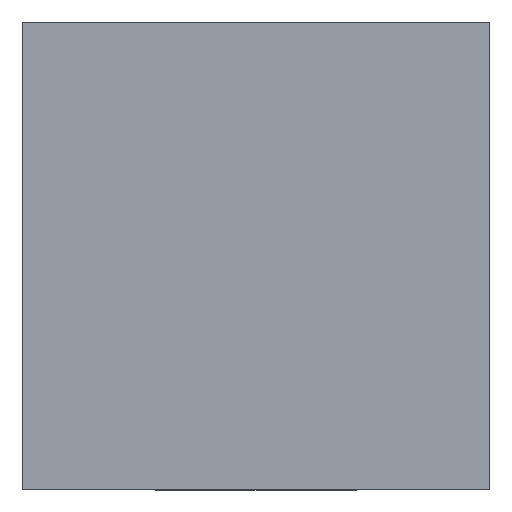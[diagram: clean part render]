
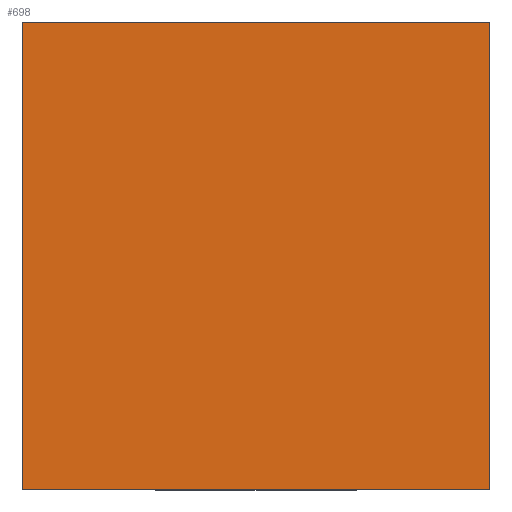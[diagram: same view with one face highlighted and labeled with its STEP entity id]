
A CAD part, top view. The second image highlights one B-rep face of the part: STEP entity #698.
In plain terms, the highlighted planar face has unit normal (0, 0, 1).
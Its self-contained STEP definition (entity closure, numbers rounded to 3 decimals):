
#250 = PLANE('',#251);
#251 = AXIS2_PLACEMENT_3D('',#252,#253,#254);
#252 = CARTESIAN_POINT('',(-2.45,2.45,1.36));
#253 = DIRECTION('',(0.,1.,0.));
#254 = DIRECTION('',(0.,0.,1.));
#356 = PLANE('',#357);
#357 = AXIS2_PLACEMENT_3D('',#358,#359,#360);
#358 = CARTESIAN_POINT('',(-2.45,-2.45,1.36));
#359 = DIRECTION('',(0.,1.,0.));
#360 = DIRECTION('',(0.,0.,1.));
#411 = PLANE('',#412);
#412 = AXIS2_PLACEMENT_3D('',#413,#414,#415);
#413 = CARTESIAN_POINT('',(-2.45,-2.45,1.36));
#414 = DIRECTION('',(1.,0.,0.));
#415 = DIRECTION('',(0.,0.,1.));
#450 = VERTEX_POINT('',#451);
#451 = CARTESIAN_POINT('',(-2.45,2.45,4.1));
#472 = EDGE_CURVE('',#450,#473,#475,.T.);
#473 = VERTEX_POINT('',#474);
#474 = CARTESIAN_POINT('',(2.45,2.45,4.1));
#475 = SURFACE_CURVE('',#476,(#480,#487),.PCURVE_S1.);
#476 = LINE('',#477,#478);
#477 = CARTESIAN_POINT('',(-2.45,2.45,4.1));
#478 = VECTOR('',#479,1.);
#479 = DIRECTION('',(1.,0.,0.));
#480 = PCURVE('',#250,#481);
#481 = DEFINITIONAL_REPRESENTATION('',(#482),#486);
#482 = LINE('',#483,#484);
#483 = CARTESIAN_POINT('',(2.74,0.));
#484 = VECTOR('',#485,1.);
#485 = DIRECTION('',(0.,1.));
#486 = ( GEOMETRIC_REPRESENTATION_CONTEXT(2) 
PARAMETRIC_REPRESENTATION_CONTEXT() REPRESENTATION_CONTEXT('2D SPACE',''
  ) );
#487 = PCURVE('',#488,#493);
#488 = PLANE('',#489);
#489 = AXIS2_PLACEMENT_3D('',#490,#491,#492);
#490 = CARTESIAN_POINT('',(-2.45,-2.45,4.1));
#491 = DIRECTION('',(0.,0.,1.));
#492 = DIRECTION('',(1.,0.,0.));
#493 = DEFINITIONAL_REPRESENTATION('',(#494),#498);
#494 = LINE('',#495,#496);
#495 = CARTESIAN_POINT('',(0.,4.9));
#496 = VECTOR('',#497,1.);
#497 = DIRECTION('',(1.,0.));
#498 = ( GEOMETRIC_REPRESENTATION_CONTEXT(2) 
PARAMETRIC_REPRESENTATION_CONTEXT() REPRESENTATION_CONTEXT('2D SPACE',''
  ) );
#516 = PLANE('',#517);
#517 = AXIS2_PLACEMENT_3D('',#518,#519,#520);
#518 = CARTESIAN_POINT('',(2.45,-2.45,1.36));
#519 = DIRECTION('',(1.,0.,0.));
#520 = DIRECTION('',(0.,0.,1.));
#604 = VERTEX_POINT('',#605);
#605 = CARTESIAN_POINT('',(-2.45,-2.45,4.1));
#626 = EDGE_CURVE('',#604,#627,#629,.T.);
#627 = VERTEX_POINT('',#628);
#628 = CARTESIAN_POINT('',(2.45,-2.45,4.1));
#629 = SURFACE_CURVE('',#630,(#634,#641),.PCURVE_S1.);
#630 = LINE('',#631,#632);
#631 = CARTESIAN_POINT('',(-2.45,-2.45,4.1));
#632 = VECTOR('',#633,1.);
#633 = DIRECTION('',(1.,0.,0.));
#634 = PCURVE('',#356,#635);
#635 = DEFINITIONAL_REPRESENTATION('',(#636),#640);
#636 = LINE('',#637,#638);
#637 = CARTESIAN_POINT('',(2.74,0.));
#638 = VECTOR('',#639,1.);
#639 = DIRECTION('',(0.,1.));
#640 = ( GEOMETRIC_REPRESENTATION_CONTEXT(2) 
PARAMETRIC_REPRESENTATION_CONTEXT() REPRESENTATION_CONTEXT('2D SPACE',''
  ) );
#641 = PCURVE('',#488,#642);
#642 = DEFINITIONAL_REPRESENTATION('',(#643),#647);
#643 = LINE('',#644,#645);
#644 = CARTESIAN_POINT('',(0.,0.));
#645 = VECTOR('',#646,1.);
#646 = DIRECTION('',(1.,0.));
#647 = ( GEOMETRIC_REPRESENTATION_CONTEXT(2) 
PARAMETRIC_REPRESENTATION_CONTEXT() REPRESENTATION_CONTEXT('2D SPACE',''
  ) );
#678 = EDGE_CURVE('',#604,#450,#679,.T.);
#679 = SURFACE_CURVE('',#680,(#684,#691),.PCURVE_S1.);
#680 = LINE('',#681,#682);
#681 = CARTESIAN_POINT('',(-2.45,-2.45,4.1));
#682 = VECTOR('',#683,1.);
#683 = DIRECTION('',(0.,1.,0.));
#684 = PCURVE('',#411,#685);
#685 = DEFINITIONAL_REPRESENTATION('',(#686),#690);
#686 = LINE('',#687,#688);
#687 = CARTESIAN_POINT('',(2.74,0.));
#688 = VECTOR('',#689,1.);
#689 = DIRECTION('',(0.,-1.));
#690 = ( GEOMETRIC_REPRESENTATION_CONTEXT(2) 
PARAMETRIC_REPRESENTATION_CONTEXT() REPRESENTATION_CONTEXT('2D SPACE',''
  ) );
#691 = PCURVE('',#488,#692);
#692 = DEFINITIONAL_REPRESENTATION('',(#693),#697);
#693 = LINE('',#694,#695);
#694 = CARTESIAN_POINT('',(0.,0.));
#695 = VECTOR('',#696,1.);
#696 = DIRECTION('',(0.,1.));
#697 = ( GEOMETRIC_REPRESENTATION_CONTEXT(2) 
PARAMETRIC_REPRESENTATION_CONTEXT() REPRESENTATION_CONTEXT('2D SPACE',''
  ) );
#698 = ADVANCED_FACE('',(#699),#488,.T.);
#699 = FACE_BOUND('',#700,.T.);
#700 = EDGE_LOOP('',(#701,#702,#703,#724));
#701 = ORIENTED_EDGE('',*,*,#678,.F.);
#702 = ORIENTED_EDGE('',*,*,#626,.T.);
#703 = ORIENTED_EDGE('',*,*,#704,.T.);
#704 = EDGE_CURVE('',#627,#473,#705,.T.);
#705 = SURFACE_CURVE('',#706,(#710,#717),.PCURVE_S1.);
#706 = LINE('',#707,#708);
#707 = CARTESIAN_POINT('',(2.45,-2.45,4.1));
#708 = VECTOR('',#709,1.);
#709 = DIRECTION('',(0.,1.,0.));
#710 = PCURVE('',#488,#711);
#711 = DEFINITIONAL_REPRESENTATION('',(#712),#716);
#712 = LINE('',#713,#714);
#713 = CARTESIAN_POINT('',(4.9,0.));
#714 = VECTOR('',#715,1.);
#715 = DIRECTION('',(0.,1.));
#716 = ( GEOMETRIC_REPRESENTATION_CONTEXT(2) 
PARAMETRIC_REPRESENTATION_CONTEXT() REPRESENTATION_CONTEXT('2D SPACE',''
  ) );
#717 = PCURVE('',#516,#718);
#718 = DEFINITIONAL_REPRESENTATION('',(#719),#723);
#719 = LINE('',#720,#721);
#720 = CARTESIAN_POINT('',(2.74,0.));
#721 = VECTOR('',#722,1.);
#722 = DIRECTION('',(0.,-1.));
#723 = ( GEOMETRIC_REPRESENTATION_CONTEXT(2) 
PARAMETRIC_REPRESENTATION_CONTEXT() REPRESENTATION_CONTEXT('2D SPACE',''
  ) );
#724 = ORIENTED_EDGE('',*,*,#472,.F.);
